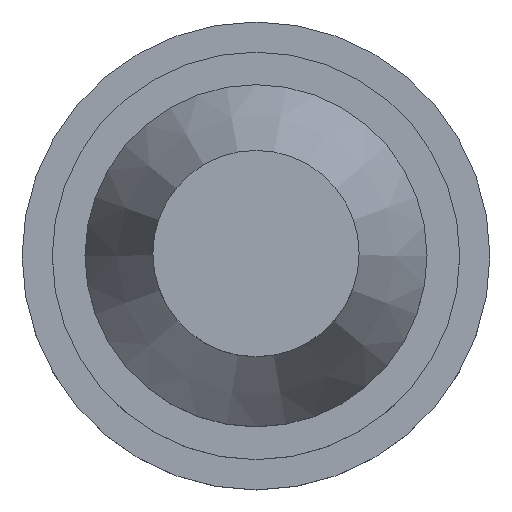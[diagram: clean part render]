
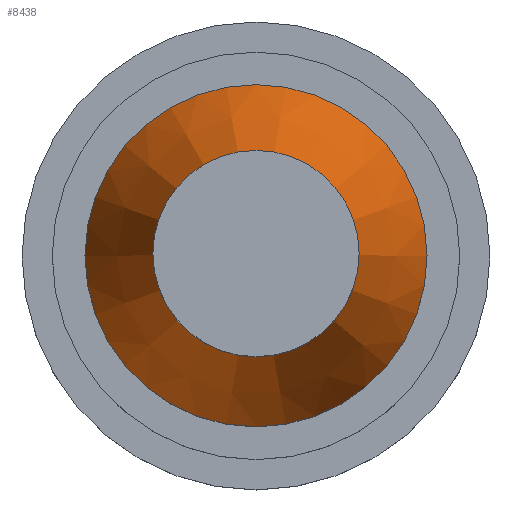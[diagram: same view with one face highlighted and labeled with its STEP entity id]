
A CAD part, top view. The second image highlights one B-rep face of the part: STEP entity #8438.
In plain terms, the highlighted conical face has half-angle 21.194 degrees and reference radius 17 mm.
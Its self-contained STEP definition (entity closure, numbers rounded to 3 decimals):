
#83=CONICAL_SURFACE($,#8827,17.,21.194);
#169=CIRCLE($,#8826,7.5);
#170=CIRCLE($,#8828,17.);
#646=FACE_OUTER_BOUND($,#2971,.T.);
#2372=FACE_BOUND($,#2972,.T.);
#2971=EDGE_LOOP($,(#7641));
#2972=EDGE_LOOP($,(#7642));
#4155=VERTEX_POINT($,#15702);
#4156=VERTEX_POINT($,#15705);
#5322=EDGE_CURVE($,#4155,#4155,#169,.T.);
#5323=EDGE_CURVE($,#4156,#4156,#170,.T.);
#7641=ORIENTED_EDGE($,*,*,#5323,.T.);
#7642=ORIENTED_EDGE($,*,*,#5322,.T.);
#8438=ADVANCED_FACE($,(#646,#2372),#83,.T.);
#8826=AXIS2_PLACEMENT_3D($,#15703,#10305,#10306);
#8827=AXIS2_PLACEMENT_3D($,#15704,#10307,#10308);
#8828=AXIS2_PLACEMENT_3D($,#15706,#10309,#10310);
#10305=DIRECTION('center_axis',(0.,0.,-1.));
#10306=DIRECTION('ref_axis',(-1.,0.,0.));
#10307=DIRECTION('center_axis',(0.,0.,-1.));
#10308=DIRECTION('ref_axis',(1.,0.,0.));
#10309=DIRECTION('center_axis',(0.,0.,1.));
#10310=DIRECTION('ref_axis',(-1.,0.,0.));
#15702=CARTESIAN_POINT('',(-7.5,0.,53.5));
#15703=CARTESIAN_POINT('Origin',(0.,0.,53.5));
#15704=CARTESIAN_POINT('Origin',(0.,0.,29.));
#15705=CARTESIAN_POINT('',(17.,0.,29.));
#15706=CARTESIAN_POINT('Origin',(0.,0.,29.));
